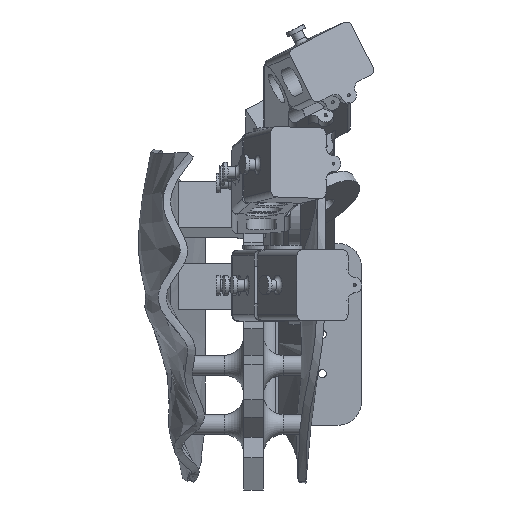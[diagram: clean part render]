
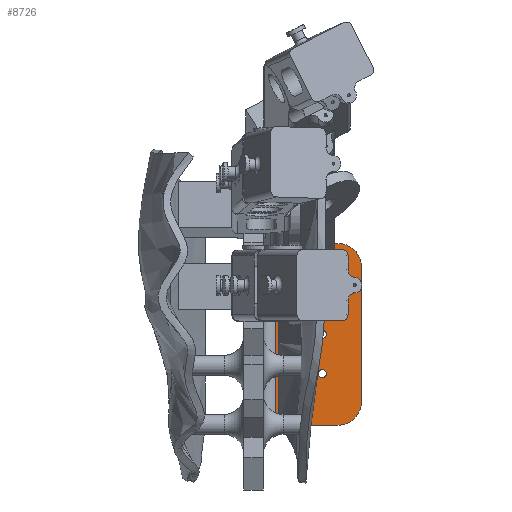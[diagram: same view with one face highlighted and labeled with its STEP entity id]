
A CAD part, top view. The second image highlights one B-rep face of the part: STEP entity #8726.
In plain terms, the highlighted planar face has unit normal (0, 0, 1).
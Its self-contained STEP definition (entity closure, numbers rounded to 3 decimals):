
#361=FACE_BOUND('',#1650,.T.);
#362=FACE_BOUND('',#1651,.T.);
#363=FACE_BOUND('',#1652,.T.);
#364=FACE_BOUND('',#1653,.T.);
#512=CIRCLE('',#9360,2.);
#514=CIRCLE('',#9364,2.);
#515=CIRCLE('',#9366,6.);
#517=CIRCLE('',#9370,6.);
#518=CIRCLE('',#9371,1.05);
#519=CIRCLE('',#9372,1.05);
#520=CIRCLE('',#9373,1.05);
#1160=FACE_OUTER_BOUND('',#1649,.T.);
#1649=EDGE_LOOP('',(#5925,#5926,#5927,#5928,#5929,#5930,#5931,#5932,#5933,
#5934,#5935,#5936));
#1650=EDGE_LOOP('',(#5937,#5938,#5939,#5940));
#1651=EDGE_LOOP('',(#5941));
#1652=EDGE_LOOP('',(#5942));
#1653=EDGE_LOOP('',(#5943));
#2284=LINE('',#13179,#3021);
#2288=LINE('',#13191,#3025);
#2292=LINE('',#13207,#3029);
#2295=LINE('',#13213,#3032);
#2296=LINE('',#13215,#3033);
#2297=LINE('',#13217,#3034);
#2298=LINE('',#13219,#3035);
#2299=LINE('',#13221,#3036);
#2300=LINE('',#13223,#3037);
#2301=LINE('',#13225,#3038);
#2302=LINE('',#13227,#3039);
#2303=LINE('',#13229,#3040);
#3021=VECTOR('',#10390,10.);
#3025=VECTOR('',#10402,10.);
#3029=VECTOR('',#10420,10.);
#3032=VECTOR('',#10425,10.);
#3033=VECTOR('',#10426,10.);
#3034=VECTOR('',#10427,10.);
#3035=VECTOR('',#10428,10.);
#3036=VECTOR('',#10429,10.);
#3037=VECTOR('',#10430,10.);
#3038=VECTOR('',#10431,10.);
#3039=VECTOR('',#10432,10.);
#3040=VECTOR('',#10433,10.);
#3758=VERTEX_POINT('',#13176);
#3759=VERTEX_POINT('',#13178);
#3761=VERTEX_POINT('',#13184);
#3763=VERTEX_POINT('',#13190);
#3764=VERTEX_POINT('',#13197);
#3765=VERTEX_POINT('',#13198);
#3768=VERTEX_POINT('',#13206);
#3770=VERTEX_POINT('',#13212);
#3771=VERTEX_POINT('',#13214);
#3772=VERTEX_POINT('',#13216);
#3773=VERTEX_POINT('',#13218);
#3774=VERTEX_POINT('',#13220);
#3775=VERTEX_POINT('',#13222);
#3776=VERTEX_POINT('',#13224);
#3777=VERTEX_POINT('',#13226);
#3778=VERTEX_POINT('',#13228);
#3779=VERTEX_POINT('',#13231);
#3780=VERTEX_POINT('',#13233);
#3781=VERTEX_POINT('',#13235);
#4611=EDGE_CURVE('',#3759,#3758,#2284,.T.);
#4614=EDGE_CURVE('',#3761,#3759,#512,.T.);
#4617=EDGE_CURVE('',#3763,#3761,#2288,.T.);
#4620=EDGE_CURVE('',#3758,#3763,#514,.T.);
#4621=EDGE_CURVE('',#3764,#3765,#515,.T.);
#4625=EDGE_CURVE('',#3765,#3768,#2292,.T.);
#4628=EDGE_CURVE('',#3770,#3764,#2295,.T.);
#4629=EDGE_CURVE('',#3771,#3770,#2296,.T.);
#4630=EDGE_CURVE('',#3772,#3771,#2297,.T.);
#4631=EDGE_CURVE('',#3773,#3772,#2298,.T.);
#4632=EDGE_CURVE('',#3774,#3773,#2299,.T.);
#4633=EDGE_CURVE('',#3775,#3774,#2300,.T.);
#4634=EDGE_CURVE('',#3776,#3775,#2301,.T.);
#4635=EDGE_CURVE('',#3777,#3776,#2302,.T.);
#4636=EDGE_CURVE('',#3777,#3778,#2303,.T.);
#4637=EDGE_CURVE('',#3768,#3778,#517,.T.);
#4638=EDGE_CURVE('',#3779,#3779,#518,.T.);
#4639=EDGE_CURVE('',#3780,#3780,#519,.T.);
#4640=EDGE_CURVE('',#3781,#3781,#520,.T.);
#5925=ORIENTED_EDGE('',*,*,#4621,.F.);
#5926=ORIENTED_EDGE('',*,*,#4628,.F.);
#5927=ORIENTED_EDGE('',*,*,#4629,.F.);
#5928=ORIENTED_EDGE('',*,*,#4630,.F.);
#5929=ORIENTED_EDGE('',*,*,#4631,.F.);
#5930=ORIENTED_EDGE('',*,*,#4632,.F.);
#5931=ORIENTED_EDGE('',*,*,#4633,.F.);
#5932=ORIENTED_EDGE('',*,*,#4634,.F.);
#5933=ORIENTED_EDGE('',*,*,#4635,.F.);
#5934=ORIENTED_EDGE('',*,*,#4636,.T.);
#5935=ORIENTED_EDGE('',*,*,#4637,.F.);
#5936=ORIENTED_EDGE('',*,*,#4625,.F.);
#5937=ORIENTED_EDGE('',*,*,#4617,.T.);
#5938=ORIENTED_EDGE('',*,*,#4614,.T.);
#5939=ORIENTED_EDGE('',*,*,#4611,.T.);
#5940=ORIENTED_EDGE('',*,*,#4620,.T.);
#5941=ORIENTED_EDGE('',*,*,#4638,.T.);
#5942=ORIENTED_EDGE('',*,*,#4639,.T.);
#5943=ORIENTED_EDGE('',*,*,#4640,.T.);
#8488=PLANE('',#9369);
#8726=ADVANCED_FACE('',(#1160,#361,#362,#363,#364),#8488,.T.);
#9360=AXIS2_PLACEMENT_3D('',#13185,#10396,#10397);
#9364=AXIS2_PLACEMENT_3D('',#13195,#10408,#10409);
#9366=AXIS2_PLACEMENT_3D('',#13199,#10412,#10413);
#9369=AXIS2_PLACEMENT_3D('',#13211,#10423,#10424);
#9370=AXIS2_PLACEMENT_3D('',#13230,#10434,#10435);
#9371=AXIS2_PLACEMENT_3D('',#13232,#10436,#10437);
#9372=AXIS2_PLACEMENT_3D('',#13234,#10438,#10439);
#9373=AXIS2_PLACEMENT_3D('',#13236,#10440,#10441);
#10390=DIRECTION('',(0.,-1.,0.));
#10396=DIRECTION('center_axis',(0.,0.,-1.));
#10397=DIRECTION('ref_axis',(1.,0.,0.));
#10402=DIRECTION('',(0.,1.,0.));
#10408=DIRECTION('center_axis',(0.,0.,-1.));
#10409=DIRECTION('ref_axis',(-1.,0.,0.));
#10412=DIRECTION('center_axis',(0.,0.,-1.));
#10413=DIRECTION('ref_axis',(0.707,0.707,0.));
#10420=DIRECTION('',(0.,-1.,0.));
#10423=DIRECTION('center_axis',(0.,0.,1.));
#10424=DIRECTION('ref_axis',(0.,-1.,0.));
#10425=DIRECTION('',(1.,0.,0.));
#10426=DIRECTION('',(0.,1.,0.));
#10427=DIRECTION('',(-0.456,-0.89,0.));
#10428=DIRECTION('',(-0.839,-0.545,0.));
#10429=DIRECTION('',(-1.,0.,0.));
#10430=DIRECTION('',(0.839,0.545,0.));
#10431=DIRECTION('',(0.456,0.89,0.));
#10432=DIRECTION('',(0.,1.,0.));
#10433=DIRECTION('',(1.,0.,0.));
#10434=DIRECTION('center_axis',(0.,0.,-1.));
#10435=DIRECTION('ref_axis',(0.707,-0.707,0.));
#10436=DIRECTION('center_axis',(0.,0.,-1.));
#10437=DIRECTION('ref_axis',(-1.,0.,0.));
#10438=DIRECTION('center_axis',(0.,0.,-1.));
#10439=DIRECTION('ref_axis',(-1.,0.,0.));
#10440=DIRECTION('center_axis',(0.,0.,-1.));
#10441=DIRECTION('ref_axis',(-1.,0.,0.));
#13176=CARTESIAN_POINT('',(14.747,-13.125,-70.218));
#13178=CARTESIAN_POINT('',(14.747,6.875,-70.218));
#13179=CARTESIAN_POINT('',(14.747,13.437,-70.218));
#13184=CARTESIAN_POINT('',(10.747,6.875,-70.218));
#13185=CARTESIAN_POINT('Origin',(12.747,6.875,-70.218));
#13190=CARTESIAN_POINT('',(10.747,-13.125,-70.218));
#13191=CARTESIAN_POINT('',(10.747,3.437,-70.218));
#13195=CARTESIAN_POINT('Origin',(12.747,-13.125,-70.218));
#13197=CARTESIAN_POINT('',(24.,20.,-70.218));
#13198=CARTESIAN_POINT('',(30.,14.,-70.218));
#13199=CARTESIAN_POINT('Origin',(24.,14.,-70.218));
#13206=CARTESIAN_POINT('',(30.,-20.25,-70.218));
#13207=CARTESIAN_POINT('',(30.,-26.25,-70.218));
#13211=CARTESIAN_POINT('Origin',(5.,20.,-70.218));
#13212=CARTESIAN_POINT('',(0.,20.,-70.218));
#13213=CARTESIAN_POINT('',(5.,20.,-70.218));
#13214=CARTESIAN_POINT('',(0.,4.218,-70.218));
#13215=CARTESIAN_POINT('',(0.,-26.25,-70.218));
#13216=CARTESIAN_POINT('',(3.75,11.528,-70.218));
#13217=CARTESIAN_POINT('',(6.187,16.278,-70.218));
#13218=CARTESIAN_POINT('',(16.74,19.969,-70.218));
#13219=CARTESIAN_POINT('',(7.37,13.881,-70.218));
#13220=CARTESIAN_POINT('',(21.74,19.969,-70.218));
#13221=CARTESIAN_POINT('',(9.62,19.969,-70.218));
#13222=CARTESIAN_POINT('',(8.75,11.528,-70.218));
#13223=CARTESIAN_POINT('',(18.659,17.967,-70.218));
#13224=CARTESIAN_POINT('',(8.,10.066,-70.218));
#13225=CARTESIAN_POINT('',(18.424,30.386,-70.218));
#13226=CARTESIAN_POINT('',(8.,-26.25,-70.218));
#13227=CARTESIAN_POINT('',(8.,9.881,-70.218));
#13228=CARTESIAN_POINT('',(24.,-26.25,-70.218));
#13229=CARTESIAN_POINT('',(5.,-26.25,-70.218));
#13230=CARTESIAN_POINT('Origin',(24.,-20.25,-70.218));
#13231=CARTESIAN_POINT('',(21.05,6.875,-70.218));
#13232=CARTESIAN_POINT('Origin',(20.,6.875,-70.218));
#13233=CARTESIAN_POINT('',(21.05,-3.125,-70.218));
#13234=CARTESIAN_POINT('Origin',(20.,-3.125,-70.218));
#13235=CARTESIAN_POINT('',(21.05,-13.125,-70.218));
#13236=CARTESIAN_POINT('Origin',(20.,-13.125,-70.218));
